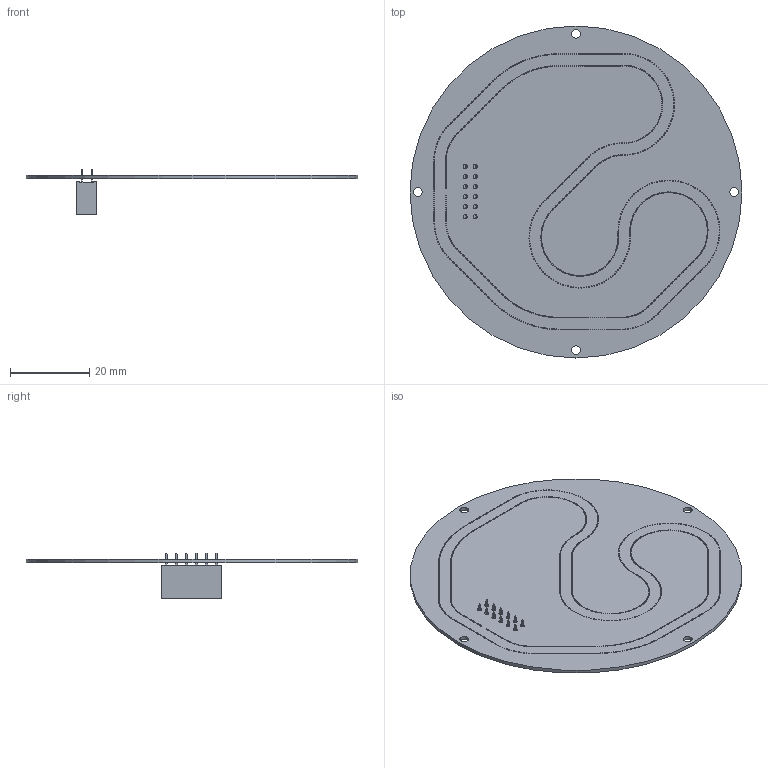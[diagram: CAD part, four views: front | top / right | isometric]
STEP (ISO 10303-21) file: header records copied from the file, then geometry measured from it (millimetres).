
FILE_DESCRIPTION(('KiCad electronic assembly'),'2;1');
FILE_NAME('model_train_ornament.step','2025-12-13T19:13:05',('Pcbnew'),( 'Kicad'),'Open CASCADE STEP processor 7.9','KiCad to STEP converter' ,'Unknown');
FILE_SCHEMA(('AUTOMOTIVE_DESIGN { 1 0 10303 214 1 1 1 1 }'));
Length unit declared in the file: millimetre
Products named in the file (3): model_train_ornament 1; PinSocket_2x06_P2.54mm_Vertical; model_train_PCB
Assembly tree (2 placements, depth 2):
  model_train_ornament 1
    PinSocket_2x06_P2.54mm_Vertical
    model_train_PCB
Bounding box: 84 x 84 x 11.6 mm (x, y, z)
Volume: 5608.4 mm3; surface area: 12701.5 mm2
Topology: 2 solids, 2 shells, 1458 faces, 4242 edges, 2812 vertices
Faces by surface type: cylinder 1134, plane 324
Full cylindrical faces by diameter (mm): 0.2 x1117, 1 x12, 2.2 x4, 84 x1
Entity records: 57660 total; most frequent: DIRECTION 9432, CARTESIAN_POINT 8515, ORIENTED_EDGE 8484, EDGE_CURVE 4242, FACE_BOUND 3748, EDGE_LOOP 3748, AXIS2_PLACEMENT_3D 3729, VERTEX_POINT 2812
